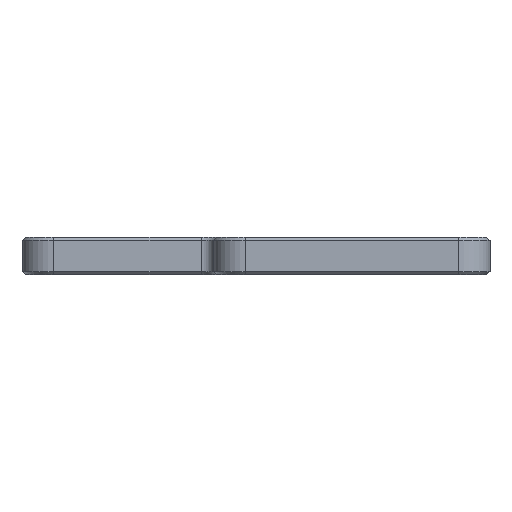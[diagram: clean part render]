
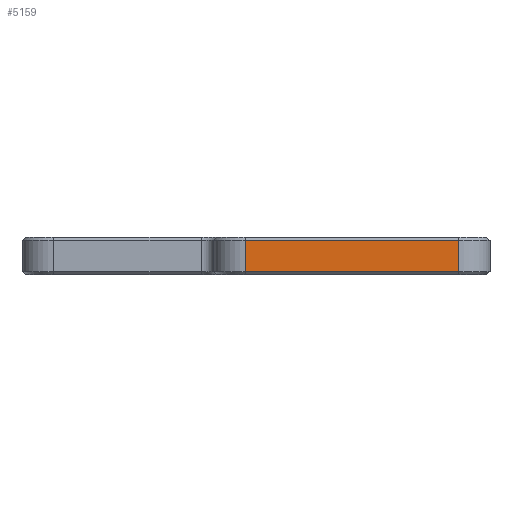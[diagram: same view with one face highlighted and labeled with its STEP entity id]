
A CAD part, left-side view. The second image highlights one B-rep face of the part: STEP entity #5159.
In plain terms, the highlighted planar face has unit normal (-1, 0, 0).
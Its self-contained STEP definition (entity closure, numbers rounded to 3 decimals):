
#62 = ORIENTED_EDGE ( 'NONE', *, *, #5053, .T. ) ;
#93 = EDGE_CURVE ( 'NONE', #5119, #3914, #3107, .T. ) ;
#619 = CARTESIAN_POINT ( 'NONE',  ( -22., 17., 5.5 ) ) ;
#1575 = CARTESIAN_POINT ( 'NONE',  ( -22., 17., 5.5 ) ) ;
#1630 = LINE ( 'NONE', #3169, #9935 ) ;
#1649 = CARTESIAN_POINT ( 'NONE',  ( -22., -17., 5.5 ) ) ;
#1763 = LINE ( 'NONE', #5000, #8751 ) ;
#2286 = CARTESIAN_POINT ( 'NONE',  ( -22., -17., 6. ) ) ;
#2787 = FACE_OUTER_BOUND ( 'NONE', #6194, .T. ) ;
#2818 = ORIENTED_EDGE ( 'NONE', *, *, #3897, .T. ) ;
#3107 = LINE ( 'NONE', #2286, #6270 ) ;
#3169 = CARTESIAN_POINT ( 'NONE',  ( -22., -17., 0.5 ) ) ;
#3497 = CARTESIAN_POINT ( 'NONE',  ( -22., -17., 0.5 ) ) ;
#3880 = EDGE_CURVE ( 'NONE', #7573, #3914, #1630, .T. ) ;
#3897 = EDGE_CURVE ( 'NONE', #5119, #5692, #8271, .T. ) ;
#3914 = VERTEX_POINT ( 'NONE', #3497 ) ;
#5000 = CARTESIAN_POINT ( 'NONE',  ( -22., 17., 6. ) ) ;
#5053 = EDGE_CURVE ( 'NONE', #5692, #7573, #1763, .T. ) ;
#5061 = DIRECTION ( 'NONE',  ( 0., 0., -1. ) ) ;
#5119 = VERTEX_POINT ( 'NONE', #1649 ) ;
#5159 = ADVANCED_FACE ( 'NONE', ( #2787 ), #7119, .F. ) ;
#5618 = AXIS2_PLACEMENT_3D ( 'NONE', #10306, #6141, #8755 ) ;
#5692 = VERTEX_POINT ( 'NONE', #619 ) ;
#5874 = DIRECTION ( 'NONE',  ( 0., -1., 0. ) ) ;
#6088 = VECTOR ( 'NONE', #9867, 1000. ) ;
#6141 = DIRECTION ( 'NONE',  ( 1., 0., 0. ) ) ;
#6194 = EDGE_LOOP ( 'NONE', ( #62, #7943, #9506, #2818 ) ) ;
#6270 = VECTOR ( 'NONE', #6500, 1000. ) ;
#6500 = DIRECTION ( 'NONE',  ( 0., 0., -1. ) ) ;
#7119 = PLANE ( 'NONE',  #5618 ) ;
#7573 = VERTEX_POINT ( 'NONE', #8510 ) ;
#7943 = ORIENTED_EDGE ( 'NONE', *, *, #3880, .T. ) ;
#8271 = LINE ( 'NONE', #1575, #6088 ) ;
#8510 = CARTESIAN_POINT ( 'NONE',  ( -22., 17., 0.5 ) ) ;
#8751 = VECTOR ( 'NONE', #5061, 1000. ) ;
#8755 = DIRECTION ( 'NONE',  ( 0., 0., -1. ) ) ;
#9506 = ORIENTED_EDGE ( 'NONE', *, *, #93, .F. ) ;
#9867 = DIRECTION ( 'NONE',  ( 0., 1., 0. ) ) ;
#9935 = VECTOR ( 'NONE', #5874, 1000. ) ;
#10306 = CARTESIAN_POINT ( 'NONE',  ( -22., -17., 6. ) ) ;
